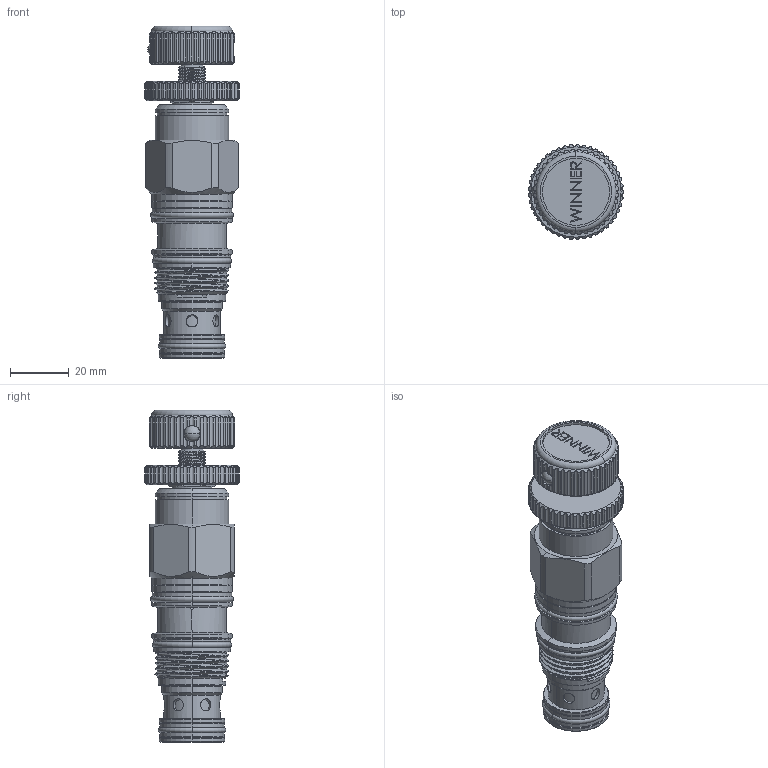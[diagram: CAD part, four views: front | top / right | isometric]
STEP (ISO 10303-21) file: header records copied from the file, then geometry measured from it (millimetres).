
FILE_DESCRIPTION (( 'STEP AP203' ), '1' );
FILE_NAME ('CO2A30(3C)-K.STEP', '2021-06-25T05:57:58', ( '' ), ( '' ), 'SwSTEP 2.0', 'SolidWorks 2018', '' );
FILE_SCHEMA (( 'CONFIG_CONTROL_DESIGN' ));
Length unit declared in the file: millimetre
Products named in the file (1): CO2A30(3C)-K
Bounding box: 32.18 x 32.2 x 112.58 mm (x, y, z)
Volume: 55978.5 mm3; surface area: 16104.9 mm2
Topology: 1 solids, 1 shells, 567 faces, 1483 edges, 960 vertices
Faces by surface type: cylinder 357, plane 119, cone 46, torus 28, bspline 15, sphere 2
Entity records: 29631 total; most frequent: CARTESIAN_POINT 16137, ORIENTED_EDGE 2966, DIRECTION 2620, EDGE_CURVE 1483, AXIS2_PLACEMENT_3D 1006, VERTEX_POINT 960, EDGE_LOOP 609, VECTOR 608
